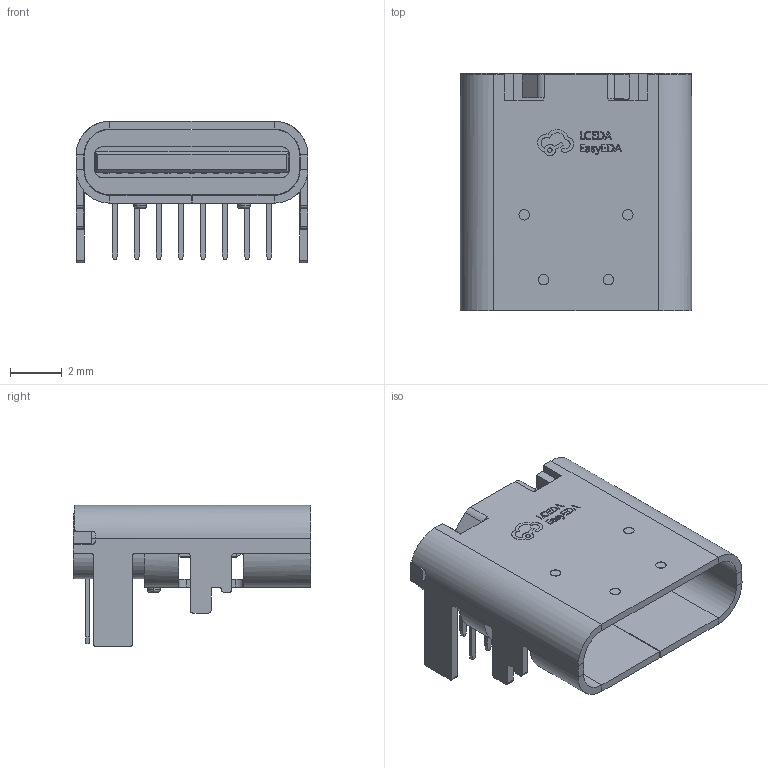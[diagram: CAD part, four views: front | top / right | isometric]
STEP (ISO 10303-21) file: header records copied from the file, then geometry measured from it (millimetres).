
FILE_DESCRIPTION (( 'STEP AP214' ), '1' );
FILE_NAME ('USC-C-SMD_USB4085-GF-A.step', '2022-08-04T09:19:01', ( '' ), ( '' ), 'SwSTEP 2.0', 'SolidWorks 2020', '' );
FILE_SCHEMA (( 'AUTOMOTIVE_DESIGN' ));
Length unit declared in the file: millimetre
Products named in the file (1): USC-C-SMD_USB4085-GF-A
Bounding box: 8.94 x 9.17 x 5.46 mm (x, y, z)
Volume: 132.4 mm3; surface area: 559.2 mm2
Topology: 4 solids, 4 shells, 717 faces, 1895 edges, 1224 vertices
Faces by surface type: plane 529, bspline 98, cylinder 82, torus 4, cone 4
Entity records: 30521 total; most frequent: CARTESIAN_POINT 5413, ORIENTED_EDGE 3790, DIRECTION 3091, EDGE_CURVE 1895, LINE 1503, VECTOR 1503, VERTEX_POINT 1224, AXIS2_PLACEMENT_3D 794
